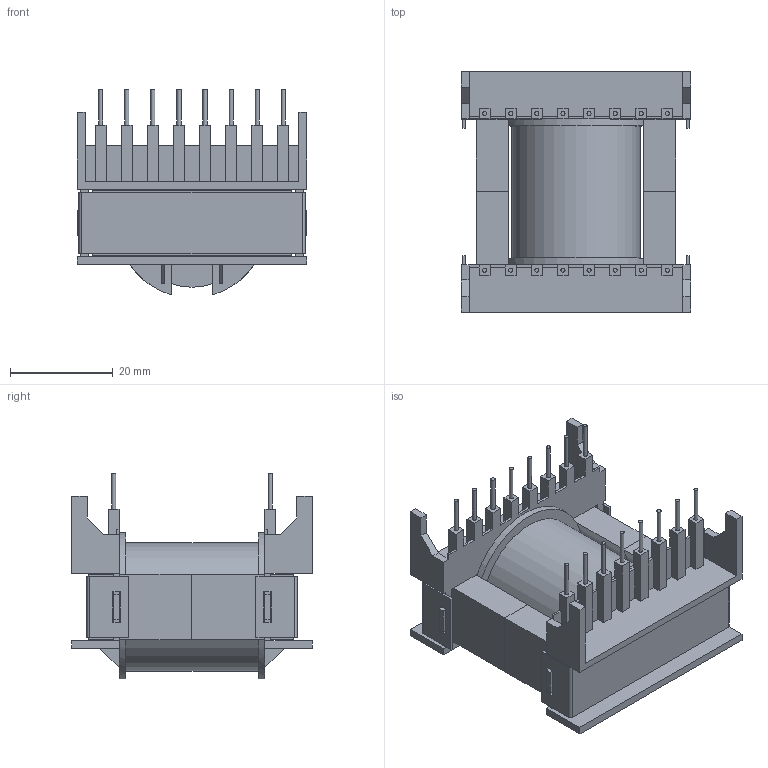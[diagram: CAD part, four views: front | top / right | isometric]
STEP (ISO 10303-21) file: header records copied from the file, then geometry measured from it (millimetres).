
FILE_DESCRIPTION(/* description */ (''),/* implementation_level */ '2;1');
FILE_NAME(/* name */ 'ETD39 Horizontal v7.step',/* time_stamp */ '2020-02-21T18:50:18+01:00',/* author */ (''),/* organization */ (''),/* preprocessor_version */ 'ST-DEVELOPER v18',/* originating_system */ 'Autodesk Translation Framework v8.12.0.6',/* authorisation */ '');
FILE_SCHEMA (('AUTOMOTIVE_DESIGN { 1 0 10303 214 3 1 1 }'));
Length unit declared in the file: millimetre
Products named in the file (7): ETD39 Horizontal; 3. Case (Pin end)1; 4. Case (Pin end)2; 2. Case (center); 5. Coil; 6. Core; 7. Mounting bracket
Assembly tree (8 placements, depth 2):
  ETD39 Horizontal
    3. Case (Pin end)1
    4. Case (Pin end)2
    2. Case (center)
    5. Coil
    6. Core  x2
    7. Mounting bracket  x2
Bounding box: 44.6 x 46.8 x 40.04 mm (x, y, z)
Volume: 28399.7 mm3; surface area: 24626 mm2
Topology: 8 solids, 8 shells, 318 faces, 862 edges, 566 vertices
Faces by surface type: plane 280, cylinder 38
Full cylindrical faces by diameter (mm): 0.8 x16, 12.8 x2, 13.1 x3, 15.1 x1, 15.2 x1, 25 x1
Entity records: 9143 total; most frequent: CARTESIAN_POINT 1578, ORIENTED_EDGE 1544, DIRECTION 1449, EDGE_CURVE 772, LINE 693, VECTOR 693, VERTEX_POINT 507, AXIS2_PLACEMENT_3D 378
